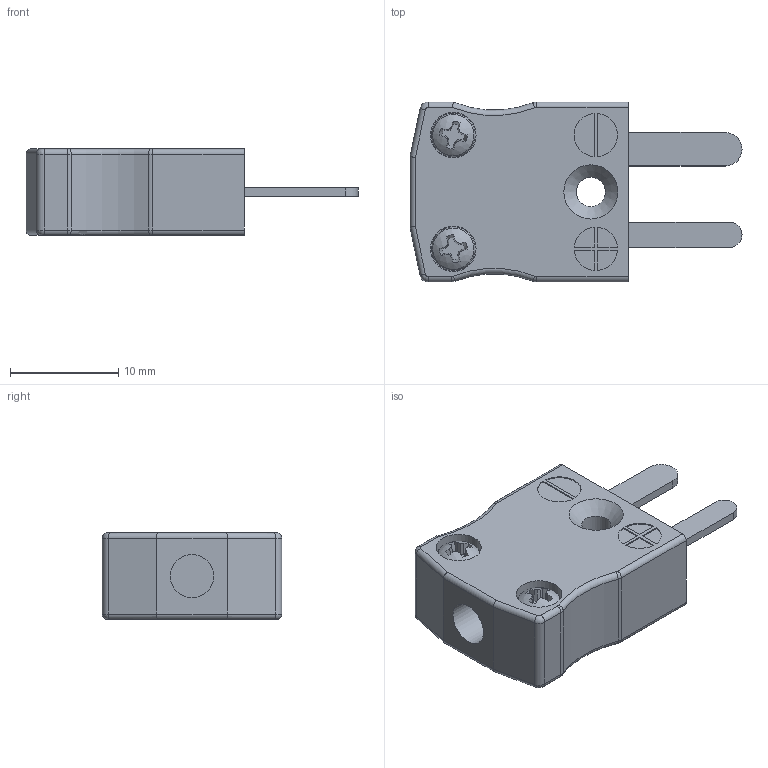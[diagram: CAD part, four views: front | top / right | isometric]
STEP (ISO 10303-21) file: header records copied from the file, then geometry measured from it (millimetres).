
FILE_DESCRIPTION (( 'STEP AP214' ), '1' );
FILE_NAME ('11438-207-Yellow-Miniature inline plug.STEP', '2025-12-05T07:48:35', ( '' ), ( '' ), 'SwSTEP 2.0', 'SolidWorks 2014', '' );
FILE_SCHEMA (( 'AUTOMOTIVE_DESIGN' ));
Length unit declared in the file: millimetre
Products named in the file (5): 123-Miniature plug Pos Connector; 121-Miniature inline plug_Yellow; 11438-207-Yellow-Miniature inline plug; 122-Miniature plug Neg Connector; pan_head_phillip_mc_screw_m2_6.2mm Thread
Assembly tree (5 placements, depth 2):
  11438-207-Yellow-Miniature inline plug
    121-Miniature inline plug_Yellow
    123-Miniature plug Pos Connector
    122-Miniature plug Neg Connector
    pan_head_phillip_mc_screw_m2_6.2mm Thread  x2
Bounding box: 30.65 x 16.6 x 8.02 mm (x, y, z)
Volume: 2205.7 mm3; surface area: 2196.3 mm2
Topology: 5 solids, 5 shells, 211 faces, 746 edges, 560 vertices
Faces by surface type: plane 106, cylinder 43, bspline 30, torus 18, cone 12, sphere 2
Full cylindrical faces by diameter (mm): 2.2 x2, 2.7 x1, 4 x3, 4.2 x2
Entity records: 104510 total; most frequent: CARTESIAN_POINT 99904, ORIENTED_EDGE 1016, DIRECTION 784, EDGE_CURVE 508, VERTEX_POINT 373, AXIS2_PLACEMENT_3D 283, LINE 218, VECTOR 218
